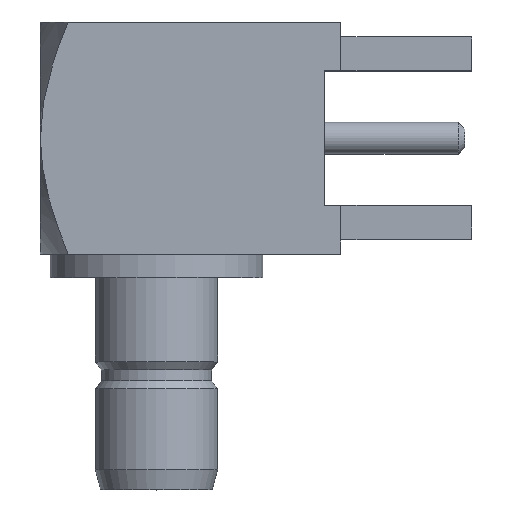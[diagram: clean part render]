
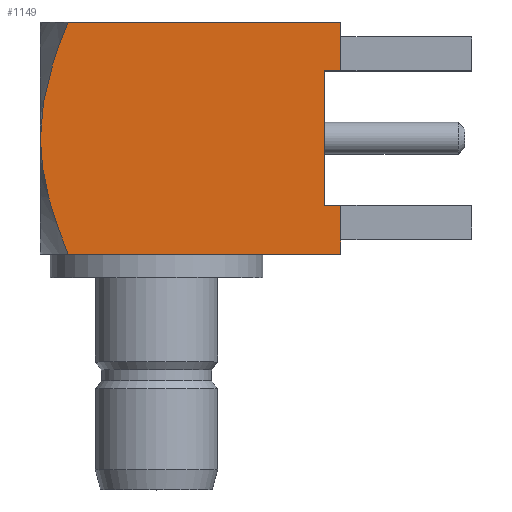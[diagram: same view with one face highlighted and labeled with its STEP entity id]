
A CAD part, top view. The second image highlights one B-rep face of the part: STEP entity #1149.
In plain terms, the highlighted planar face has unit normal (0, 0, 1).
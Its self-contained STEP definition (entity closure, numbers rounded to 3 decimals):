
#117=DIRECTION('',(1.,0.,0.));
#118=VECTOR('',#117,8.223);
#119=CARTESIAN_POINT('',(-2.663,-3.5,3.5));
#120=LINE('',#119,#118);
#175=DIRECTION('',(1.,0.,0.));
#176=VECTOR('',#175,8.223);
#177=CARTESIAN_POINT('',(-2.663,3.5,3.5));
#178=LINE('',#177,#176);
#179=DIRECTION('',(-1.,0.,0.));
#180=VECTOR('',#179,0.5);
#181=CARTESIAN_POINT('',(5.56,2.03,3.5));
#182=LINE('',#181,#180);
#183=DIRECTION('',(0.,1.,0.));
#184=VECTOR('',#183,4.06);
#185=CARTESIAN_POINT('',(5.06,-2.03,3.5));
#186=LINE('',#185,#184);
#187=DIRECTION('',(-1.,0.,0.));
#188=VECTOR('',#187,0.5);
#189=CARTESIAN_POINT('',(5.56,-2.03,3.5));
#190=LINE('',#189,#188);
#191=CARTESIAN_POINT('',(-2.663,-3.5,3.5));
#192=CARTESIAN_POINT('',(-2.715,-3.373,3.5));
#193=CARTESIAN_POINT('',(-2.812,-3.129,3.5));
#194=CARTESIAN_POINT('',(-2.937,-2.793,3.5));
#195=CARTESIAN_POINT('',(-3.046,-2.479,3.5));
#196=CARTESIAN_POINT('',(-3.141,-2.182,3.5));
#197=CARTESIAN_POINT('',(-3.224,-1.896,3.5));
#198=CARTESIAN_POINT('',(-3.296,-1.618,3.5));
#199=CARTESIAN_POINT('',(-3.357,-1.346,3.5));
#200=CARTESIAN_POINT('',(-3.408,-1.076,3.5));
#201=CARTESIAN_POINT('',(-3.449,-0.808,3.5));
#202=CARTESIAN_POINT('',(-3.478,-0.539,3.5));
#203=CARTESIAN_POINT('',(-3.496,-0.27,
3.5));
#204=CARTESIAN_POINT('',(-3.5,-0.09,
3.5));
#205=CARTESIAN_POINT('',(-3.5,0.,
3.5));
#207=CARTESIAN_POINT('',(-3.5,0.,
3.5));
#208=CARTESIAN_POINT('',(-3.5,0.092,3.5));
#209=CARTESIAN_POINT('',(-3.496,0.275,3.5));
#210=CARTESIAN_POINT('',(-3.477,0.548,3.5));
#211=CARTESIAN_POINT('',(-3.447,0.821,3.5));
#212=CARTESIAN_POINT('',(-3.406,1.093,3.5));
#213=CARTESIAN_POINT('',(-3.353,1.365,3.5));
#214=CARTESIAN_POINT('',(-3.291,1.639,3.5));
#215=CARTESIAN_POINT('',(-3.218,1.917,3.5));
#216=CARTESIAN_POINT('',(-3.135,2.202,3.5));
#217=CARTESIAN_POINT('',(-3.04,2.498,3.5));
#218=CARTESIAN_POINT('',(-2.932,2.808,3.5));
#219=CARTESIAN_POINT('',(-2.808,3.138,3.5));
#220=CARTESIAN_POINT('',(-2.713,3.376,3.5));
#221=CARTESIAN_POINT('',(-2.663,3.5,3.5));
#235=DIRECTION('',(0.,-1.,0.));
#236=VECTOR('',#235,1.47);
#237=CARTESIAN_POINT('',(5.56,3.5,3.5));
#238=LINE('',#237,#236);
#457=DIRECTION('',(0.,-1.,0.));
#458=VECTOR('',#457,1.47);
#459=CARTESIAN_POINT('',(5.56,-2.03,3.5));
#460=LINE('',#459,#458);
#795=CARTESIAN_POINT('',(5.06,-2.03,3.5));
#796=CARTESIAN_POINT('',(5.06,2.03,3.5));
#797=VERTEX_POINT('',#795);
#798=VERTEX_POINT('',#796);
#823=CARTESIAN_POINT('',(5.56,-2.03,3.5));
#824=VERTEX_POINT('',#823);
#825=CARTESIAN_POINT('',(5.56,2.03,3.5));
#826=VERTEX_POINT('',#825);
#837=CARTESIAN_POINT('',(5.56,3.5,3.5));
#838=VERTEX_POINT('',#837);
#839=CARTESIAN_POINT('',(5.56,-3.5,3.5));
#840=VERTEX_POINT('',#839);
#901=CARTESIAN_POINT('',(-2.663,3.5,3.5));
#902=VERTEX_POINT('',#901);
#903=CARTESIAN_POINT('',(-2.663,-3.5,3.5));
#904=VERTEX_POINT('',#903);
#907=CARTESIAN_POINT('',(-3.5,0.,3.5));
#909=VERTEX_POINT('',#907);
#1127=CARTESIAN_POINT('',(-3.5,3.5,3.5));
#1128=DIRECTION('',(0.,0.,1.));
#1129=DIRECTION('',(0.,-1.,0.));
#1130=AXIS2_PLACEMENT_3D('',#1127,#1128,#1129);
#1131=PLANE('',#1130);
#1132=ORIENTED_EDGE('',*,*,#1041,.T.);
#1134=ORIENTED_EDGE('',*,*,#1133,.T.);
#1136=ORIENTED_EDGE('',*,*,#1135,.T.);
#1138=ORIENTED_EDGE('',*,*,#1137,.F.);
#1140=ORIENTED_EDGE('',*,*,#1139,.F.);
#1142=ORIENTED_EDGE('',*,*,#1141,.T.);
#1143=ORIENTED_EDGE('',*,*,#1102,.F.);
#1145=ORIENTED_EDGE('',*,*,#1144,.T.);
#1146=ORIENTED_EDGE('',*,*,#1018,.T.);
#1147=EDGE_LOOP('',(#1132,#1134,#1136,#1138,#1140,#1142,#1143,#1145,#1146));
#1148=FACE_OUTER_BOUND('',#1147,.F.);
#1149=ADVANCED_FACE('',(#1148),#1131,.T.);
#206=B_SPLINE_CURVE_WITH_KNOTS('',3,(#191,#192,#193,#194,#195,#196,#197,#198,
#199,#200,#201,#202,#203,#204,#205),.UNSPECIFIED.,.F.,.F.,(4,1,1,1,1,1,1,1,1,1,
1,1,4),(0.,0.083,0.167,0.25,0.333,
0.417,0.5,0.583,0.667,0.75,
0.833,0.917,1.),.UNSPECIFIED.);
#222=B_SPLINE_CURVE_WITH_KNOTS('',3,(#207,#208,#209,#210,#211,#212,#213,#214,
#215,#216,#217,#218,#219,#220,#221),.UNSPECIFIED.,.F.,.F.,(4,1,1,1,1,1,1,1,1,1,
1,1,4),(0.,0.083,0.167,0.25,0.333,
0.417,0.5,0.583,0.667,0.75,
0.833,0.917,1.),.UNSPECIFIED.);
#1018=EDGE_CURVE('',#909,#902,#222,.T.);
#1041=EDGE_CURVE('',#902,#838,#178,.T.);
#1102=EDGE_CURVE('',#904,#840,#120,.T.);
#1133=EDGE_CURVE('',#838,#826,#238,.T.);
#1135=EDGE_CURVE('',#826,#798,#182,.T.);
#1137=EDGE_CURVE('',#797,#798,#186,.T.);
#1139=EDGE_CURVE('',#824,#797,#190,.T.);
#1141=EDGE_CURVE('',#824,#840,#460,.T.);
#1144=EDGE_CURVE('',#904,#909,#206,.T.);
